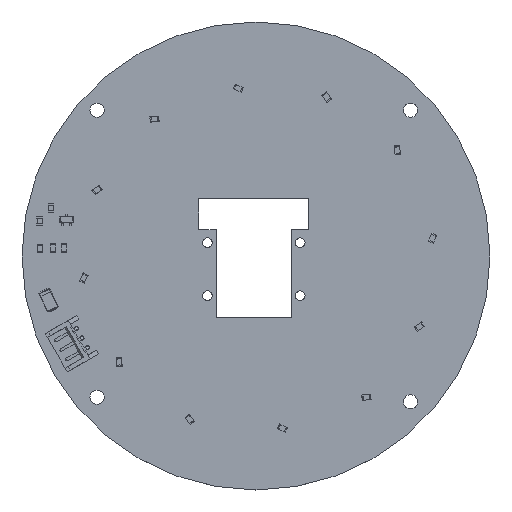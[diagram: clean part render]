
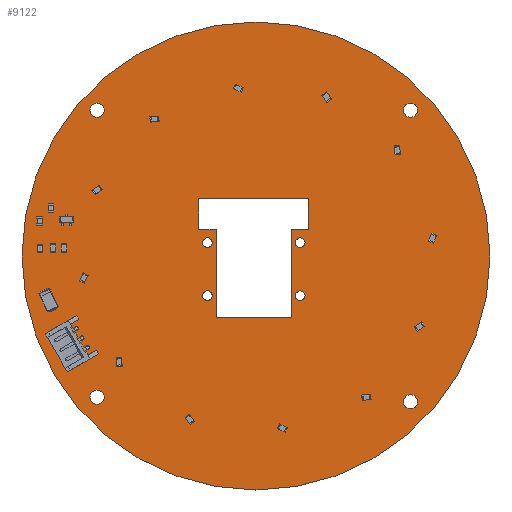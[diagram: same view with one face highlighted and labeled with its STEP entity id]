
A CAD part, top view. The second image highlights one B-rep face of the part: STEP entity #9122.
In plain terms, the highlighted planar face has unit normal (0, 0, 1).
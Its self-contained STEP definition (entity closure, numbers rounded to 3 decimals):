
#8900 = VERTEX_POINT('',#8901);
#8901 = CARTESIAN_POINT('',(203.,-108.,1.51));
#8907 = EDGE_CURVE('',#8900,#8900,#8908,.T.);
#8908 = CIRCLE('',#8909,53.);
#8909 = AXIS2_PLACEMENT_3D('',#8910,#8911,#8912);
#8910 = CARTESIAN_POINT('',(150.,-108.,1.51));
#8911 = DIRECTION('',(0.,0.,1.));
#8912 = DIRECTION('',(1.,0.,-0.));
#9122 = ADVANCED_FACE('',(#9123,#9126,#9137,#9148,#9159,#9170,#9181,
    #9192,#9203,#9269,#9280,#9291,#9302),#9313,.T.);
#9123 = FACE_BOUND('',#9124,.T.);
#9124 = EDGE_LOOP('',(#9125));
#9125 = ORIENTED_EDGE('',*,*,#8907,.T.);
#9126 = FACE_BOUND('',#9127,.T.);
#9127 = EDGE_LOOP('',(#9128));
#9128 = ORIENTED_EDGE('',*,*,#9129,.T.);
#9129 = EDGE_CURVE('',#9130,#9130,#9132,.T.);
#9130 = VERTEX_POINT('',#9131);
#9131 = CARTESIAN_POINT('',(114.,-141.6,1.51));
#9132 = CIRCLE('',#9133,1.6);
#9133 = AXIS2_PLACEMENT_3D('',#9134,#9135,#9136);
#9134 = CARTESIAN_POINT('',(114.,-140.,1.51));
#9135 = DIRECTION('',(-0.,0.,-1.));
#9136 = DIRECTION('',(-0.,-1.,0.));
#9137 = FACE_BOUND('',#9138,.T.);
#9138 = EDGE_LOOP('',(#9139));
#9139 = ORIENTED_EDGE('',*,*,#9140,.T.);
#9140 = EDGE_CURVE('',#9141,#9141,#9143,.T.);
#9141 = VERTEX_POINT('',#9142);
#9142 = CARTESIAN_POINT('',(111.82,-129.225,1.51));
#9143 = CIRCLE('',#9144,0.475);
#9144 = AXIS2_PLACEMENT_3D('',#9145,#9146,#9147);
#9145 = CARTESIAN_POINT('',(111.82,-128.75,1.51));
#9146 = DIRECTION('',(-0.,0.,-1.));
#9147 = DIRECTION('',(-0.,-1.,0.));
#9148 = FACE_BOUND('',#9149,.T.);
#9149 = EDGE_LOOP('',(#9150));
#9150 = ORIENTED_EDGE('',*,*,#9151,.T.);
#9151 = EDGE_CURVE('',#9152,#9152,#9154,.T.);
#9152 = VERTEX_POINT('',#9153);
#9153 = CARTESIAN_POINT('',(110.57,-127.06,1.51));
#9154 = CIRCLE('',#9155,0.475);
#9155 = AXIS2_PLACEMENT_3D('',#9156,#9157,#9158);
#9156 = CARTESIAN_POINT('',(110.57,-126.585,1.51));
#9157 = DIRECTION('',(-0.,0.,-1.));
#9158 = DIRECTION('',(-0.,-1.,0.));
#9159 = FACE_BOUND('',#9160,.T.);
#9160 = EDGE_LOOP('',(#9161));
#9161 = ORIENTED_EDGE('',*,*,#9162,.T.);
#9162 = EDGE_CURVE('',#9163,#9163,#9165,.T.);
#9163 = VERTEX_POINT('',#9164);
#9164 = CARTESIAN_POINT('',(109.32,-124.895,1.51));
#9165 = CIRCLE('',#9166,0.475);
#9166 = AXIS2_PLACEMENT_3D('',#9167,#9168,#9169);
#9167 = CARTESIAN_POINT('',(109.32,-124.42,1.51));
#9168 = DIRECTION('',(-0.,0.,-1.));
#9169 = DIRECTION('',(-0.,-1.,0.));
#9170 = FACE_BOUND('',#9171,.T.);
#9171 = EDGE_LOOP('',(#9172));
#9172 = ORIENTED_EDGE('',*,*,#9173,.T.);
#9173 = EDGE_CURVE('',#9174,#9174,#9176,.T.);
#9174 = VERTEX_POINT('',#9175);
#9175 = CARTESIAN_POINT('',(139.,-118.1,1.51));
#9176 = CIRCLE('',#9177,1.1);
#9177 = AXIS2_PLACEMENT_3D('',#9178,#9179,#9180);
#9178 = CARTESIAN_POINT('',(139.,-117.,1.51));
#9179 = DIRECTION('',(-0.,0.,-1.));
#9180 = DIRECTION('',(-0.,-1.,0.));
#9181 = FACE_BOUND('',#9182,.T.);
#9182 = EDGE_LOOP('',(#9183));
#9183 = ORIENTED_EDGE('',*,*,#9184,.T.);
#9184 = EDGE_CURVE('',#9185,#9185,#9187,.T.);
#9185 = VERTEX_POINT('',#9186);
#9186 = CARTESIAN_POINT('',(185.,-142.6,1.51));
#9187 = CIRCLE('',#9188,1.6);
#9188 = AXIS2_PLACEMENT_3D('',#9189,#9190,#9191);
#9189 = CARTESIAN_POINT('',(185.,-141.,1.51));
#9190 = DIRECTION('',(-0.,0.,-1.));
#9191 = DIRECTION('',(-0.,-1.,0.));
#9192 = FACE_BOUND('',#9193,.T.);
#9193 = EDGE_LOOP('',(#9194));
#9194 = ORIENTED_EDGE('',*,*,#9195,.T.);
#9195 = EDGE_CURVE('',#9196,#9196,#9198,.T.);
#9196 = VERTEX_POINT('',#9197);
#9197 = CARTESIAN_POINT('',(160.,-118.1,1.51));
#9198 = CIRCLE('',#9199,1.1);
#9199 = AXIS2_PLACEMENT_3D('',#9200,#9201,#9202);
#9200 = CARTESIAN_POINT('',(160.,-117.,1.51));
#9201 = DIRECTION('',(-0.,0.,-1.));
#9202 = DIRECTION('',(-0.,-1.,0.));
#9203 = FACE_BOUND('',#9204,.T.);
#9204 = EDGE_LOOP('',(#9205,#9215,#9223,#9231,#9239,#9247,#9255,#9263));
#9205 = ORIENTED_EDGE('',*,*,#9206,.F.);
#9206 = EDGE_CURVE('',#9207,#9209,#9211,.T.);
#9207 = VERTEX_POINT('',#9208);
#9208 = CARTESIAN_POINT('',(137.,-102.,1.51));
#9209 = VERTEX_POINT('',#9210);
#9210 = CARTESIAN_POINT('',(141.,-102.,1.51));
#9211 = LINE('',#9212,#9213);
#9212 = CARTESIAN_POINT('',(137.,-102.,1.51));
#9213 = VECTOR('',#9214,1.);
#9214 = DIRECTION('',(1.,0.,0.));
#9215 = ORIENTED_EDGE('',*,*,#9216,.F.);
#9216 = EDGE_CURVE('',#9217,#9207,#9219,.T.);
#9217 = VERTEX_POINT('',#9218);
#9218 = CARTESIAN_POINT('',(137.,-95.,1.51));
#9219 = LINE('',#9220,#9221);
#9220 = CARTESIAN_POINT('',(137.,-95.,1.51));
#9221 = VECTOR('',#9222,1.);
#9222 = DIRECTION('',(0.,-1.,0.));
#9223 = ORIENTED_EDGE('',*,*,#9224,.F.);
#9224 = EDGE_CURVE('',#9225,#9217,#9227,.T.);
#9225 = VERTEX_POINT('',#9226);
#9226 = CARTESIAN_POINT('',(162.,-95.,1.51));
#9227 = LINE('',#9228,#9229);
#9228 = CARTESIAN_POINT('',(162.,-95.,1.51));
#9229 = VECTOR('',#9230,1.);
#9230 = DIRECTION('',(-1.,0.,0.));
#9231 = ORIENTED_EDGE('',*,*,#9232,.F.);
#9232 = EDGE_CURVE('',#9233,#9225,#9235,.T.);
#9233 = VERTEX_POINT('',#9234);
#9234 = CARTESIAN_POINT('',(162.,-102.,1.51));
#9235 = LINE('',#9236,#9237);
#9236 = CARTESIAN_POINT('',(162.,-102.,1.51));
#9237 = VECTOR('',#9238,1.);
#9238 = DIRECTION('',(0.,1.,0.));
#9239 = ORIENTED_EDGE('',*,*,#9240,.F.);
#9240 = EDGE_CURVE('',#9241,#9233,#9243,.T.);
#9241 = VERTEX_POINT('',#9242);
#9242 = CARTESIAN_POINT('',(158.,-102.,1.51));
#9243 = LINE('',#9244,#9245);
#9244 = CARTESIAN_POINT('',(158.,-102.,1.51));
#9245 = VECTOR('',#9246,1.);
#9246 = DIRECTION('',(1.,0.,0.));
#9247 = ORIENTED_EDGE('',*,*,#9248,.F.);
#9248 = EDGE_CURVE('',#9249,#9241,#9251,.T.);
#9249 = VERTEX_POINT('',#9250);
#9250 = CARTESIAN_POINT('',(158.,-122.,1.51));
#9251 = LINE('',#9252,#9253);
#9252 = CARTESIAN_POINT('',(158.,-122.,1.51));
#9253 = VECTOR('',#9254,1.);
#9254 = DIRECTION('',(0.,1.,0.));
#9255 = ORIENTED_EDGE('',*,*,#9256,.F.);
#9256 = EDGE_CURVE('',#9257,#9249,#9259,.T.);
#9257 = VERTEX_POINT('',#9258);
#9258 = CARTESIAN_POINT('',(141.,-122.,1.51));
#9259 = LINE('',#9260,#9261);
#9260 = CARTESIAN_POINT('',(141.,-122.,1.51));
#9261 = VECTOR('',#9262,1.);
#9262 = DIRECTION('',(1.,0.,0.));
#9263 = ORIENTED_EDGE('',*,*,#9264,.F.);
#9264 = EDGE_CURVE('',#9209,#9257,#9265,.T.);
#9265 = LINE('',#9266,#9267);
#9266 = CARTESIAN_POINT('',(141.,-102.,1.51));
#9267 = VECTOR('',#9268,1.);
#9268 = DIRECTION('',(0.,-1.,0.));
#9269 = FACE_BOUND('',#9270,.T.);
#9270 = EDGE_LOOP('',(#9271));
#9271 = ORIENTED_EDGE('',*,*,#9272,.T.);
#9272 = EDGE_CURVE('',#9273,#9273,#9275,.T.);
#9273 = VERTEX_POINT('',#9274);
#9274 = CARTESIAN_POINT('',(139.,-106.1,1.51));
#9275 = CIRCLE('',#9276,1.1);
#9276 = AXIS2_PLACEMENT_3D('',#9277,#9278,#9279);
#9277 = CARTESIAN_POINT('',(139.,-105.,1.51));
#9278 = DIRECTION('',(-0.,0.,-1.));
#9279 = DIRECTION('',(-0.,-1.,0.));
#9280 = FACE_BOUND('',#9281,.T.);
#9281 = EDGE_LOOP('',(#9282));
#9282 = ORIENTED_EDGE('',*,*,#9283,.T.);
#9283 = EDGE_CURVE('',#9284,#9284,#9286,.T.);
#9284 = VERTEX_POINT('',#9285);
#9285 = CARTESIAN_POINT('',(114.,-76.6,1.51));
#9286 = CIRCLE('',#9287,1.6);
#9287 = AXIS2_PLACEMENT_3D('',#9288,#9289,#9290);
#9288 = CARTESIAN_POINT('',(114.,-75.,1.51));
#9289 = DIRECTION('',(-0.,0.,-1.));
#9290 = DIRECTION('',(-0.,-1.,0.));
#9291 = FACE_BOUND('',#9292,.T.);
#9292 = EDGE_LOOP('',(#9293));
#9293 = ORIENTED_EDGE('',*,*,#9294,.T.);
#9294 = EDGE_CURVE('',#9295,#9295,#9297,.T.);
#9295 = VERTEX_POINT('',#9296);
#9296 = CARTESIAN_POINT('',(160.,-106.1,1.51));
#9297 = CIRCLE('',#9298,1.1);
#9298 = AXIS2_PLACEMENT_3D('',#9299,#9300,#9301);
#9299 = CARTESIAN_POINT('',(160.,-105.,1.51));
#9300 = DIRECTION('',(-0.,0.,-1.));
#9301 = DIRECTION('',(-0.,-1.,0.));
#9302 = FACE_BOUND('',#9303,.T.);
#9303 = EDGE_LOOP('',(#9304));
#9304 = ORIENTED_EDGE('',*,*,#9305,.T.);
#9305 = EDGE_CURVE('',#9306,#9306,#9308,.T.);
#9306 = VERTEX_POINT('',#9307);
#9307 = CARTESIAN_POINT('',(185.,-76.6,1.51));
#9308 = CIRCLE('',#9309,1.6);
#9309 = AXIS2_PLACEMENT_3D('',#9310,#9311,#9312);
#9310 = CARTESIAN_POINT('',(185.,-75.,1.51));
#9311 = DIRECTION('',(-0.,0.,-1.));
#9312 = DIRECTION('',(-0.,-1.,0.));
#9313 = PLANE('',#9314);
#9314 = AXIS2_PLACEMENT_3D('',#9315,#9316,#9317);
#9315 = CARTESIAN_POINT('',(0.,0.,1.51));
#9316 = DIRECTION('',(0.,0.,1.));
#9317 = DIRECTION('',(1.,0.,-0.));
